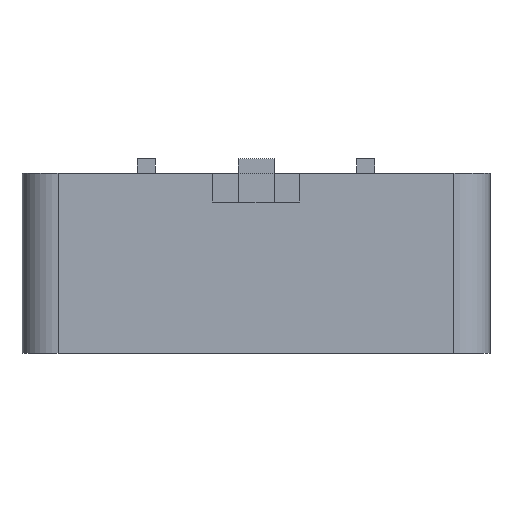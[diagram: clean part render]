
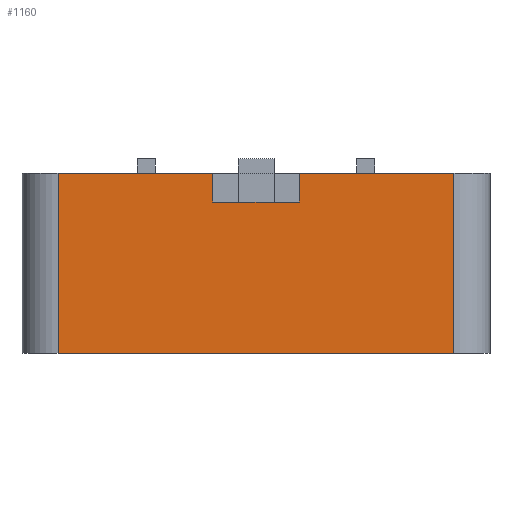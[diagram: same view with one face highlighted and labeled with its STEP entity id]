
A CAD part, left-side view. The second image highlights one B-rep face of the part: STEP entity #1160.
In plain terms, the highlighted planar face has unit normal (-1, 0, 0).
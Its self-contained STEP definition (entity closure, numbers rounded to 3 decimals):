
#174 = VERTEX_POINT('',#175);
#175 = CARTESIAN_POINT('',(-57.5,-6.,25.));
#181 = EDGE_CURVE('',#174,#182,#184,.T.);
#182 = VERTEX_POINT('',#183);
#183 = CARTESIAN_POINT('',(-57.5,-27.5,25.));
#184 = LINE('',#185,#186);
#185 = CARTESIAN_POINT('',(-57.5,32.5,25.));
#186 = VECTOR('',#187,1.);
#187 = DIRECTION('',(0.,-1.,0.));
#241 = VERTEX_POINT('',#242);
#242 = CARTESIAN_POINT('',(-57.5,27.5,25.));
#249 = EDGE_CURVE('',#241,#250,#252,.T.);
#250 = VERTEX_POINT('',#251);
#251 = CARTESIAN_POINT('',(-57.5,6.,25.));
#252 = LINE('',#253,#254);
#253 = CARTESIAN_POINT('',(-57.5,32.5,25.));
#254 = VECTOR('',#255,1.);
#255 = DIRECTION('',(0.,-1.,0.));
#1141 = EDGE_CURVE('',#174,#1142,#1144,.T.);
#1142 = VERTEX_POINT('',#1143);
#1143 = CARTESIAN_POINT('',(-57.5,-6.,21.));
#1144 = LINE('',#1145,#1146);
#1145 = CARTESIAN_POINT('',(-57.5,-6.,25.));
#1146 = VECTOR('',#1147,1.);
#1147 = DIRECTION('',(0.,0.,-1.));
#1160 = ADVANCED_FACE('',(#1161),#1202,.F.);
#1161 = FACE_BOUND('',#1162,.F.);
#1162 = EDGE_LOOP('',(#1163,#1173,#1179,#1180,#1188,#1194,#1195,#1196));
#1163 = ORIENTED_EDGE('',*,*,#1164,.F.);
#1164 = EDGE_CURVE('',#1165,#1167,#1169,.T.);
#1165 = VERTEX_POINT('',#1166);
#1166 = CARTESIAN_POINT('',(-57.5,27.5,0.));
#1167 = VERTEX_POINT('',#1168);
#1168 = CARTESIAN_POINT('',(-57.5,-27.5,0.));
#1169 = LINE('',#1170,#1171);
#1170 = CARTESIAN_POINT('',(-57.5,32.5,0.));
#1171 = VECTOR('',#1172,1.);
#1172 = DIRECTION('',(0.,-1.,0.));
#1173 = ORIENTED_EDGE('',*,*,#1174,.T.);
#1174 = EDGE_CURVE('',#1165,#241,#1175,.T.);
#1175 = LINE('',#1176,#1177);
#1176 = CARTESIAN_POINT('',(-57.5,27.5,0.));
#1177 = VECTOR('',#1178,1.);
#1178 = DIRECTION('',(0.,0.,1.));
#1179 = ORIENTED_EDGE('',*,*,#249,.T.);
#1180 = ORIENTED_EDGE('',*,*,#1181,.F.);
#1181 = EDGE_CURVE('',#1182,#250,#1184,.T.);
#1182 = VERTEX_POINT('',#1183);
#1183 = CARTESIAN_POINT('',(-57.5,6.,21.));
#1184 = LINE('',#1185,#1186);
#1185 = CARTESIAN_POINT('',(-57.5,6.,21.));
#1186 = VECTOR('',#1187,1.);
#1187 = DIRECTION('',(0.,0.,1.));
#1188 = ORIENTED_EDGE('',*,*,#1189,.F.);
#1189 = EDGE_CURVE('',#1142,#1182,#1190,.T.);
#1190 = LINE('',#1191,#1192);
#1191 = CARTESIAN_POINT('',(-57.5,-6.,21.));
#1192 = VECTOR('',#1193,1.);
#1193 = DIRECTION('',(0.,1.,0.));
#1194 = ORIENTED_EDGE('',*,*,#1141,.F.);
#1195 = ORIENTED_EDGE('',*,*,#181,.T.);
#1196 = ORIENTED_EDGE('',*,*,#1197,.F.);
#1197 = EDGE_CURVE('',#1167,#182,#1198,.T.);
#1198 = LINE('',#1199,#1200);
#1199 = CARTESIAN_POINT('',(-57.5,-27.5,0.));
#1200 = VECTOR('',#1201,1.);
#1201 = DIRECTION('',(0.,0.,1.));
#1202 = PLANE('',#1203);
#1203 = AXIS2_PLACEMENT_3D('',#1204,#1205,#1206);
#1204 = CARTESIAN_POINT('',(-57.5,32.5,0.));
#1205 = DIRECTION('',(1.,0.,0.));
#1206 = DIRECTION('',(0.,-1.,0.));
